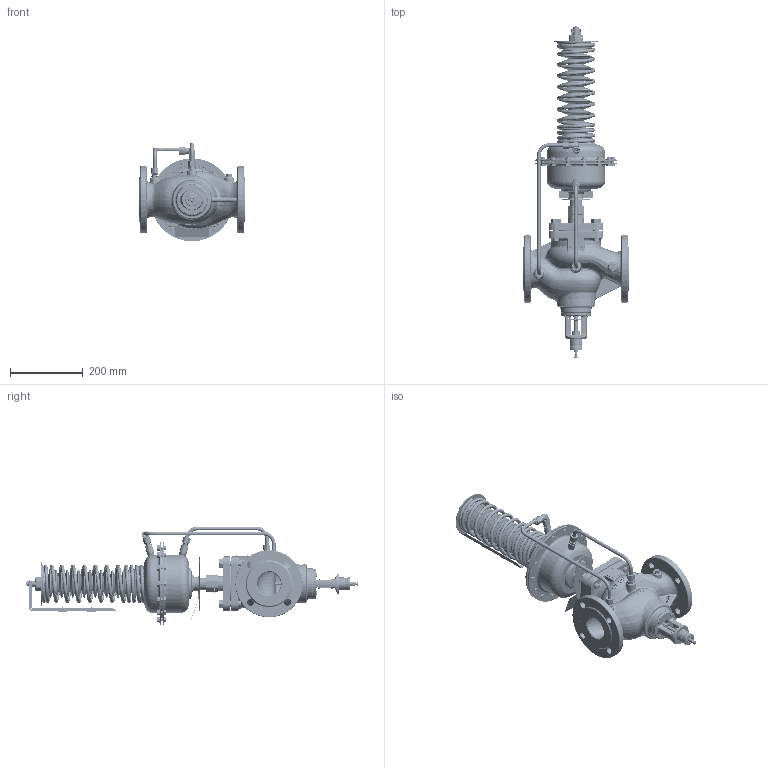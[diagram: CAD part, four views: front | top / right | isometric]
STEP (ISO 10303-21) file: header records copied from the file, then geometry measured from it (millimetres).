
FILE_DESCRIPTION((''),'2;1');
FILE_NAME('003G5560_AFQMP2_PN16_DN65_ASM','2022-03-25T12:56:47',('U369265'),(''),'CREO PARAMETRIC BY PTC INC, 2020342','CREO PARAMETRIC BY PTC INC, 2020342','');
FILE_SCHEMA(('CONFIG_CONTROL_DESIGN'));
Products named in the file (91): 88650490_VALVE_BODY_VFQM_DN65_1; 88651330_SPINDLE_CV_DN65-80_1; 88650700_VALVE_COVER_VFG_DN65_1; 88651200_YOKE_BODY_DN65_100_1; HEX_SCREW_DIN933_M06X18_1; 54790650_BUSH_12X14X10_1; 5184024_1; 88652800_POINTER_VFQM_1; 88652260_SETT_SCREW_DN65-100_1; 88652700_FLOW_SCALE_DN65_1; 51817881_SCREW_SF_M3X5_1; 54540510_1; 188610240_1; WALTER_CONNECTION_1; WALTER_PROFILE_RING_1; WALTER_CONNECTION_NUT_1; 8863078_ASM_1_ASM; 88653140_VFQM_DN65_PN16_ASM_1_ASM; LABEL_PLATE_37X37_1; 5589607_1; 88670070_HOUSING160_PN16_MINUS_; 88673400_TUBE_FI38X10X62_MINUS_; 88671660_PRESSURE_CONNEC-164105; WELD_PRESS_CON_4MM_1; WELD_160_4MM_INST_AF0_1; 88671470_COVER160_PN16_MINUS_AS_ASM; 88670060_HOUSING160_PN16_PLUS_A; 88673410_TUBE_FI38X10X33_AF0_1; 88671660_PRESSURE_CONNEC-176766; WELD_PRESS_CON_4MM_AF0_1; WELD_160_4MM_INST_1; WELD_160_4MM_2_INST_1; 88671460_COVER160_PN16_PLUS_ASM_ASM; 88670600_CONNECTING_NUT_G1_1_4_; 88671040_SETTING_SPINDLE_PA_1; 88670800_SETTING_NUT_IPA_1; 5521168_1_1; 5521168_1_2; 5521168_1_3; 5521168_1_4 ...
Assembly tree (150 placements, depth 6):
  003G5560_AFQMP2_PN16_DN65_ASM
    003G5560_AFQMP2_PN16_DN65_ASM_1_ASM
      88653140_VFQM_DN65_PN16_ASM_1_ASM
        88650490_VALVE_BODY_VFQM_DN65_1
        88651330_SPINDLE_CV_DN65-80_1
        88650700_VALVE_COVER_VFG_DN65_1
        88651200_YOKE_BODY_DN65_100_1
        HEX_SCREW_DIN933_M06X18_1  x4
        54790650_BUSH_12X14X10_1
        5184024_1  x4
        88652800_POINTER_VFQM_1
        88652260_SETT_SCREW_DN65-100_1
        88652700_FLOW_SCALE_DN65_1
        51817881_SCREW_SF_M3X5_1  x2
        54540510_1  x3
        188610240_1
        8863078_ASM_1_ASM  x2
          WALTER_CONNECTION_1
          WALTER_PROFILE_RING_1
          WALTER_CONNECTION_NUT_1
      LABEL_PLATE_37X37_1
      5589607_1  x4
      003G5612_AFP_PN16_160CM2_BLUE_A_ASM
        88671470_COVER160_PN16_MINUS_AS_ASM
          88670070_HOUSING160_PN16_MINUS_
          88673400_TUBE_FI38X10X62_MINUS_
          88671660_PRESSURE_CONNEC-164105
          WELD_PRESS_CON_4MM_1
          WELD_160_4MM_INST_AF0_1
        88671460_COVER160_PN16_PLUS_ASM_ASM
          88670060_HOUSING160_PN16_PLUS_A
          88673410_TUBE_FI38X10X33_AF0_1
          88671660_PRESSURE_CONNEC-176766
          WELD_PRESS_CON_4MM_AF0_1
          WELD_160_4MM_INST_1
          WELD_160_4MM_2_INST_1
        88670600_CONNECTING_NUT_G1_1_4_
        88671040_SETTING_SPINDLE_PA_1
        88670800_SETTING_NUT_IPA_1
        5521168_1_ASM
          5521168_1_1
          5521168_1_2
          5521168_1_3
          5521168_1_4
          5521168_1_5
          5521168_1_6
          5521168_1_7
          5521168_1_8
          5521168_1_9
          5521168_1_10
          5521168_1_11
          5521168_1_12
          5521168_1_13
          5521168_1_14
          5521168_1_15
          5521168_1_16
          5521168_1_17
          5521168_1_18
        88670300_SPRING_HOLDER_PA_1
        5454051_1  x2
Bounding box: 290 x 912.7 x 270.77 mm (x, y, z)
Volume: 4535824.2 mm3; surface area: 1468069.1 mm2
Topology: 147 solids, 147 shells, 6693 faces, 17128 edges, 10786 vertices
Faces by surface type: plane 2810, cylinder 1362, cone 1262, torus 577, bspline 485, sphere 100, extrusion 92, revolution 5
Entity records: 232898 total; most frequent: CARTESIAN_POINT 111280, ORIENTED_EDGE 26052, DIRECTION 23891, EDGE_CURVE 13026, AXIS2_PLACEMENT_3D 8972, VERTEX_POINT 8391, VECTOR 5942, LINE 5850
